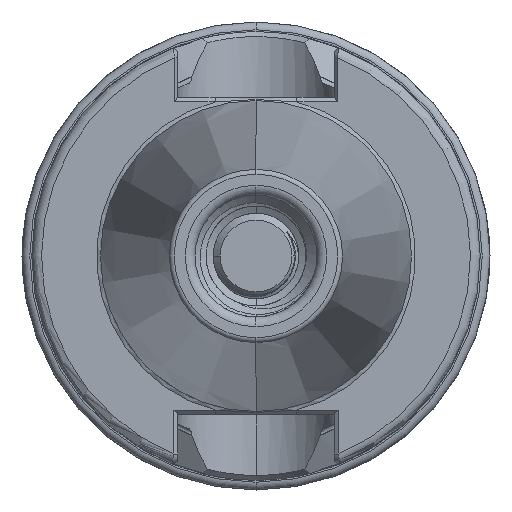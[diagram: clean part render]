
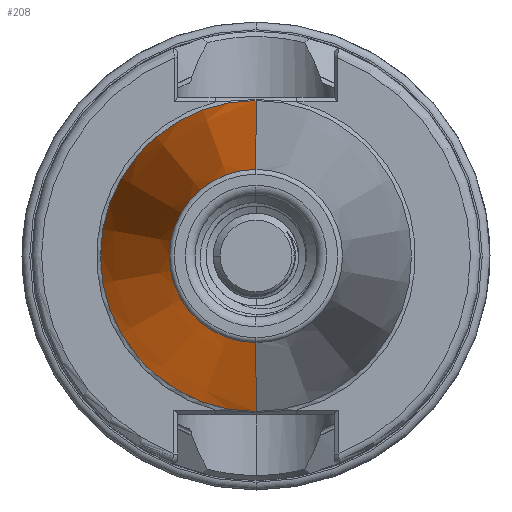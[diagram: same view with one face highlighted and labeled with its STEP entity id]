
A CAD part, left-side view. The second image highlights one B-rep face of the part: STEP entity #208.
In plain terms, the highlighted conical face has half-angle 8.297 degrees and reference radius 15.948 mm.
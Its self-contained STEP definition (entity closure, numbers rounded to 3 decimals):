
#208 = ADVANCED_FACE ( 'NONE', ( #27113 ), #27117, .T. ) ;
#430 = EDGE_CURVE ( 'NONE', #26506, #26583, #26340, .T. ) ;
#433 = EDGE_CURVE ( 'NONE', #26589, #26555, #26292, .T. ) ;
#434 = EDGE_CURVE ( 'NONE', #26589, #26506, #26289, .T. ) ;
#446 = EDGE_CURVE ( 'NONE', #26555, #26583, #26452, .T. ) ;
#6315 = CARTESIAN_POINT ( 'NONE',  ( -1.5, 0., 0. ) ) ;
#6359 = DIRECTION ( 'NONE',  ( 0., 0., -1. ) ) ;
#6365 = DIRECTION ( 'NONE',  ( 1., 0., 0. ) ) ;
#7414 = CARTESIAN_POINT ( 'NONE',  ( -49.972, 0., 8.879 ) ) ;
#7456 = CARTESIAN_POINT ( 'NONE',  ( -1.5, 0., -15.948 ) ) ;
#7509 = CARTESIAN_POINT ( 'NONE',  ( -1.5, 0., 15.948 ) ) ;
#7514 = CARTESIAN_POINT ( 'NONE',  ( -49.972, 0., -8.879 ) ) ;
#15728 = DIRECTION ( 'NONE',  ( 0., 0., -1. ) ) ;
#15732 = CARTESIAN_POINT ( 'NONE',  ( -1.5, 0., 0. ) ) ;
#15734 = DIRECTION ( 'NONE',  ( 1., 0., 0. ) ) ;
#15760 = CARTESIAN_POINT ( 'NONE',  ( -49.972, 0., 0. ) ) ;
#15761 = DIRECTION ( 'NONE',  ( 1., 0., 0. ) ) ;
#15778 = CARTESIAN_POINT ( 'NONE',  ( -1.5, 0., 15.948 ) ) ;
#15786 = CARTESIAN_POINT ( 'NONE',  ( -1.5, 0., -15.948 ) ) ;
#15790 = DIRECTION ( 'NONE',  ( 0.99, 0., -0.144 ) ) ;
#15794 = DIRECTION ( 'NONE',  ( 0.99, 0., 0.144 ) ) ;
#15797 = DIRECTION ( 'NONE',  ( 0., 0., -1. ) ) ;
#21882 = AXIS2_PLACEMENT_3D ( 'NONE', #6315, #6365, #6359 ) ;
#22085 = AXIS2_PLACEMENT_3D ( 'NONE', #15732, #15734, #15728 ) ;
#22110 = AXIS2_PLACEMENT_3D ( 'NONE', #15760, #15761, #15797 ) ;
#22292 = EDGE_LOOP ( 'NONE', ( #23510, #23477, #23489, #23472 ) ) ;
#23472 = ORIENTED_EDGE ( 'NONE', *, *, #434, .F. ) ;
#23477 = ORIENTED_EDGE ( 'NONE', *, *, #446, .T. ) ;
#23489 = ORIENTED_EDGE ( 'NONE', *, *, #430, .F. ) ;
#23510 = ORIENTED_EDGE ( 'NONE', *, *, #433, .T. ) ;
#26289 = LINE ( 'NONE', #15786, #26318 ) ;
#26292 = CIRCLE ( 'NONE', #22110, 8.879 ) ;
#26318 = VECTOR ( 'NONE', #15790, 1000. ) ;
#26340 = CIRCLE ( 'NONE', #22085, 15.948 ) ;
#26452 = LINE ( 'NONE', #15778, #26454 ) ;
#26454 = VECTOR ( 'NONE', #15794, 1000. ) ;
#26506 = VERTEX_POINT ( 'NONE', #7456 ) ;
#26555 = VERTEX_POINT ( 'NONE', #7414 ) ;
#26583 = VERTEX_POINT ( 'NONE', #7509 ) ;
#26589 = VERTEX_POINT ( 'NONE', #7514 ) ;
#27113 = FACE_OUTER_BOUND ( 'NONE', #22292, .T. ) ;
#27117 = CONICAL_SURFACE ( 'NONE', #21882, 15.948, 0.145 ) ;
